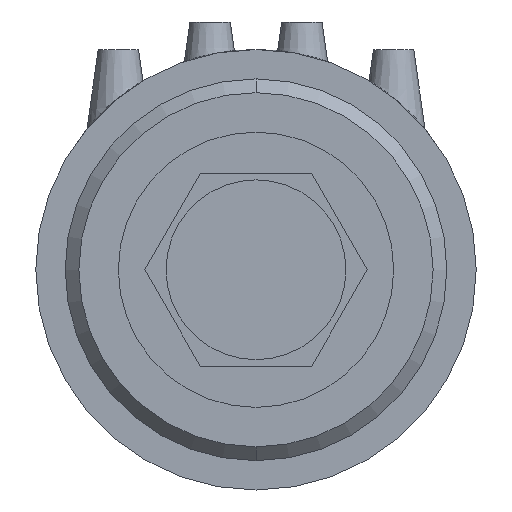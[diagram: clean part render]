
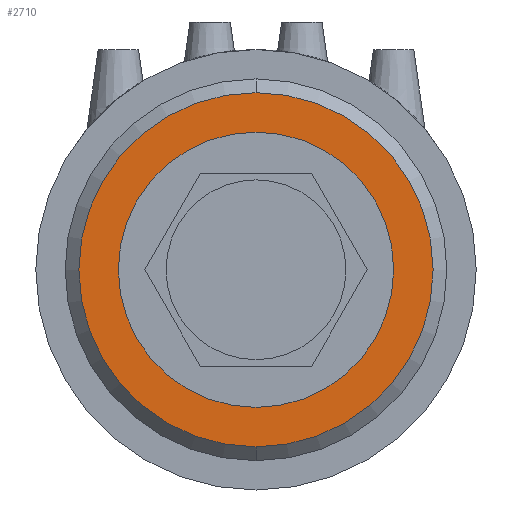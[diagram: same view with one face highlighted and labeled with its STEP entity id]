
A CAD part, front view. The second image highlights one B-rep face of the part: STEP entity #2710.
In plain terms, the highlighted planar face has unit normal (0, -1, 0).
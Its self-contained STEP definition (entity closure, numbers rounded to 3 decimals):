
#1226 = AXIS2_PLACEMENT_3D ( 'NONE', #10711, #6377, #2989 ) ;
#1931 = CIRCLE ( 'NONE', #1226, 7.5 ) ;
#2710 = ADVANCED_FACE ( 'NONE', ( #7476, #4182 ), #7643, .F. ) ;
#2989 = DIRECTION ( 'NONE',  ( 0., 0., 1. ) ) ;
#3072 = ORIENTED_EDGE ( 'NONE', *, *, #9804, .T. ) ;
#3175 = DIRECTION ( 'NONE',  ( 0., 1., 0. ) ) ;
#3221 = DIRECTION ( 'NONE',  ( 0., 1., 0. ) ) ;
#3297 = AXIS2_PLACEMENT_3D ( 'NONE', #10892, #3175, #6620 ) ;
#3331 = CARTESIAN_POINT ( 'NONE',  ( 0., 0., -9.65 ) ) ;
#3730 = CIRCLE ( 'NONE', #4634, 9.65 ) ;
#3908 = VERTEX_POINT ( 'NONE', #10254 ) ;
#4182 = FACE_BOUND ( 'NONE', #4502, .T. ) ;
#4502 = EDGE_LOOP ( 'NONE', ( #3072, #9317 ) ) ;
#4565 = AXIS2_PLACEMENT_3D ( 'NONE', #10824, #9205, #6659 ) ;
#4598 = EDGE_CURVE ( 'NONE', #6755, #5740, #9248, .T. ) ;
#4634 = AXIS2_PLACEMENT_3D ( 'NONE', #6577, #7600, #4824 ) ;
#4824 = DIRECTION ( 'NONE',  ( 0., 0., 1. ) ) ;
#4965 = CARTESIAN_POINT ( 'NONE',  ( 0., 0., 0. ) ) ;
#5329 = ORIENTED_EDGE ( 'NONE', *, *, #4598, .T. ) ;
#5587 = VERTEX_POINT ( 'NONE', #8433 ) ;
#5740 = VERTEX_POINT ( 'NONE', #3331 ) ;
#6377 = DIRECTION ( 'NONE',  ( 0., 1., 0. ) ) ;
#6577 = CARTESIAN_POINT ( 'NONE',  ( 0., 0., 0. ) ) ;
#6620 = DIRECTION ( 'NONE',  ( 0., 0., 1. ) ) ;
#6659 = DIRECTION ( 'NONE',  ( 0., 0., 1. ) ) ;
#6755 = VERTEX_POINT ( 'NONE', #9980 ) ;
#7476 = FACE_OUTER_BOUND ( 'NONE', #8120, .T. ) ;
#7600 = DIRECTION ( 'NONE',  ( 0., -1., 0. ) ) ;
#7643 = PLANE ( 'NONE',  #3297 ) ;
#8120 = EDGE_LOOP ( 'NONE', ( #5329, #10796 ) ) ;
#8433 = CARTESIAN_POINT ( 'NONE',  ( 0., 0., 7.5 ) ) ;
#8469 = EDGE_CURVE ( 'NONE', #3908, #5587, #1931, .T. ) ;
#9130 = AXIS2_PLACEMENT_3D ( 'NONE', #4965, #3221, #10988 ) ;
#9180 = EDGE_CURVE ( 'NONE', #5740, #6755, #3730, .T. ) ;
#9205 = DIRECTION ( 'NONE',  ( 0., -1., 0. ) ) ;
#9248 = CIRCLE ( 'NONE', #4565, 9.65 ) ;
#9317 = ORIENTED_EDGE ( 'NONE', *, *, #8469, .T. ) ;
#9804 = EDGE_CURVE ( 'NONE', #5587, #3908, #10019, .T. ) ;
#9980 = CARTESIAN_POINT ( 'NONE',  ( 0., 0., 9.65 ) ) ;
#10019 = CIRCLE ( 'NONE', #9130, 7.5 ) ;
#10254 = CARTESIAN_POINT ( 'NONE',  ( 0., 0., -7.5 ) ) ;
#10711 = CARTESIAN_POINT ( 'NONE',  ( 0., 0., 0. ) ) ;
#10796 = ORIENTED_EDGE ( 'NONE', *, *, #9180, .T. ) ;
#10824 = CARTESIAN_POINT ( 'NONE',  ( 0., 0., 0. ) ) ;
#10892 = CARTESIAN_POINT ( 'NONE',  ( 10.4, 0., 0. ) ) ;
#10988 = DIRECTION ( 'NONE',  ( 0., 0., 1. ) ) ;
